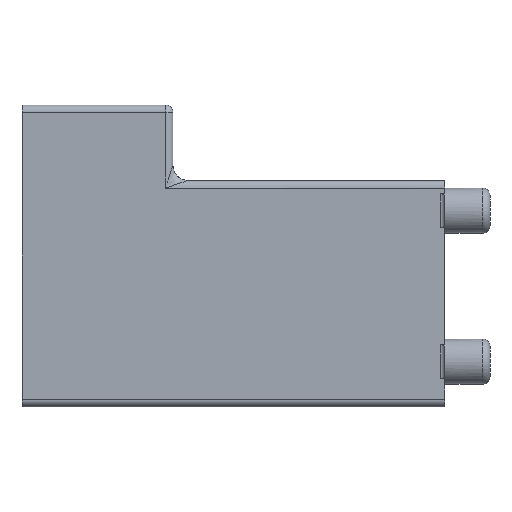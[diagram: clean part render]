
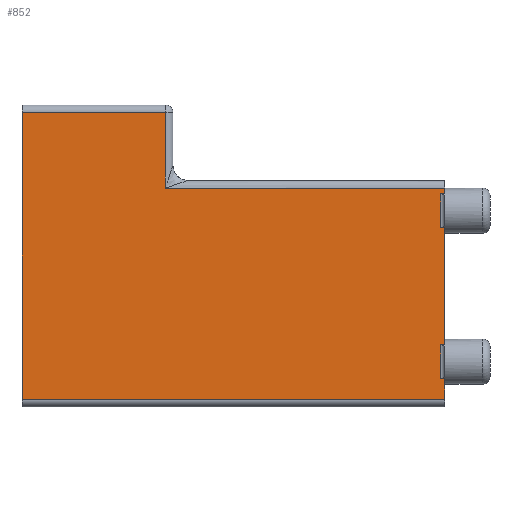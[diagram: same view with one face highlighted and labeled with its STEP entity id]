
A CAD part, left-side view. The second image highlights one B-rep face of the part: STEP entity #852.
In plain terms, the highlighted planar face has unit normal (-1, 0, 0).
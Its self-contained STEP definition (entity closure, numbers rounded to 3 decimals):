
#85=PLANE('',#919);
#108=FACE_OUTER_BOUND('',#155,.T.);
#155=EDGE_LOOP('',(#587,#588,#589,#590,#591,#592,#593,#594,#595,#596,#597,
#598,#599,#600));
#216=LINE('',#1402,#282);
#217=LINE('',#1405,#283);
#218=LINE('',#1407,#284);
#219=LINE('',#1409,#285);
#220=LINE('',#1411,#286);
#221=LINE('',#1413,#287);
#222=LINE('',#1415,#288);
#223=LINE('',#1417,#289);
#224=LINE('',#1419,#290);
#225=LINE('',#1421,#291);
#226=LINE('',#1423,#292);
#227=LINE('',#1425,#293);
#228=LINE('',#1427,#294);
#229=LINE('',#1428,#295);
#282=VECTOR('',#1047,10.);
#283=VECTOR('',#1050,10.);
#284=VECTOR('',#1051,10.);
#285=VECTOR('',#1052,10.);
#286=VECTOR('',#1053,10.);
#287=VECTOR('',#1054,10.);
#288=VECTOR('',#1055,10.);
#289=VECTOR('',#1056,10.);
#290=VECTOR('',#1057,10.);
#291=VECTOR('',#1058,10.);
#292=VECTOR('',#1059,10.);
#293=VECTOR('',#1060,10.);
#294=VECTOR('',#1061,10.);
#295=VECTOR('',#1062,10.);
#357=VERTEX_POINT('',#1377);
#360=VERTEX_POINT('',#1391);
#361=VERTEX_POINT('',#1404);
#362=VERTEX_POINT('',#1406);
#363=VERTEX_POINT('',#1408);
#364=VERTEX_POINT('',#1410);
#365=VERTEX_POINT('',#1412);
#366=VERTEX_POINT('',#1414);
#367=VERTEX_POINT('',#1416);
#368=VERTEX_POINT('',#1418);
#369=VERTEX_POINT('',#1420);
#370=VERTEX_POINT('',#1422);
#371=VERTEX_POINT('',#1424);
#372=VERTEX_POINT('',#1426);
#450=EDGE_CURVE('',#360,#357,#216,.T.);
#451=EDGE_CURVE('',#361,#357,#217,.T.);
#452=EDGE_CURVE('',#360,#362,#218,.T.);
#453=EDGE_CURVE('',#363,#362,#219,.T.);
#454=EDGE_CURVE('',#363,#364,#220,.T.);
#455=EDGE_CURVE('',#365,#364,#221,.T.);
#456=EDGE_CURVE('',#365,#366,#222,.T.);
#457=EDGE_CURVE('',#367,#366,#223,.T.);
#458=EDGE_CURVE('',#368,#367,#224,.T.);
#459=EDGE_CURVE('',#369,#368,#225,.T.);
#460=EDGE_CURVE('',#370,#369,#226,.T.);
#461=EDGE_CURVE('',#371,#370,#227,.T.);
#462=EDGE_CURVE('',#372,#371,#228,.T.);
#463=EDGE_CURVE('',#361,#372,#229,.T.);
#587=ORIENTED_EDGE('',*,*,#451,.T.);
#588=ORIENTED_EDGE('',*,*,#450,.F.);
#589=ORIENTED_EDGE('',*,*,#452,.T.);
#590=ORIENTED_EDGE('',*,*,#453,.F.);
#591=ORIENTED_EDGE('',*,*,#454,.T.);
#592=ORIENTED_EDGE('',*,*,#455,.F.);
#593=ORIENTED_EDGE('',*,*,#456,.T.);
#594=ORIENTED_EDGE('',*,*,#457,.F.);
#595=ORIENTED_EDGE('',*,*,#458,.F.);
#596=ORIENTED_EDGE('',*,*,#459,.F.);
#597=ORIENTED_EDGE('',*,*,#460,.F.);
#598=ORIENTED_EDGE('',*,*,#461,.F.);
#599=ORIENTED_EDGE('',*,*,#462,.F.);
#600=ORIENTED_EDGE('',*,*,#463,.F.);
#852=ADVANCED_FACE('',(#108),#85,.T.);
#919=AXIS2_PLACEMENT_3D('',#1403,#1048,#1049);
#1047=DIRECTION('',(0.,0.,-1.));
#1048=DIRECTION('center_axis',(-1.,0.,0.));
#1049=DIRECTION('ref_axis',(0.,0.,1.));
#1050=DIRECTION('',(0.,1.,0.));
#1051=DIRECTION('',(0.,-1.,0.));
#1052=DIRECTION('',(0.,0.,-1.));
#1053=DIRECTION('',(0.,1.,0.));
#1054=DIRECTION('',(0.,0.,-1.));
#1055=DIRECTION('',(0.,-1.,0.));
#1056=DIRECTION('',(0.,0.,-1.));
#1057=DIRECTION('',(0.,-1.,0.));
#1058=DIRECTION('',(0.,0.,-1.));
#1059=DIRECTION('',(0.,-1.,0.));
#1060=DIRECTION('',(0.,0.,1.));
#1061=DIRECTION('',(0.,1.,0.));
#1062=DIRECTION('',(0.,0.,-1.));
#1377=CARTESIAN_POINT('',(-6.,-19.75,-8.118));
#1391=CARTESIAN_POINT('',(-6.,-19.75,-5.882));
#1402=CARTESIAN_POINT('',(-6.,-19.75,-8.5));
#1403=CARTESIAN_POINT('Origin',(-6.,0.,-10.));
#1404=CARTESIAN_POINT('',(-6.,-20.,-8.118));
#1405=CARTESIAN_POINT('',(-6.,-20.,-8.118));
#1406=CARTESIAN_POINT('',(-6.,-20.,-5.882));
#1407=CARTESIAN_POINT('',(-6.,-20.,-5.882));
#1408=CARTESIAN_POINT('',(-6.,-20.,1.882));
#1409=CARTESIAN_POINT('',(-6.,-20.,5.));
#1410=CARTESIAN_POINT('',(-6.,-19.75,1.882));
#1411=CARTESIAN_POINT('',(-6.,-20.,1.882));
#1412=CARTESIAN_POINT('',(-6.,-19.75,4.118));
#1413=CARTESIAN_POINT('',(-6.,-19.75,-3.5));
#1414=CARTESIAN_POINT('',(-6.,-20.,4.118));
#1415=CARTESIAN_POINT('',(-6.,-20.,4.118));
#1416=CARTESIAN_POINT('',(-6.,-20.,4.5));
#1417=CARTESIAN_POINT('',(-6.,-20.,5.));
#1418=CARTESIAN_POINT('',(-6.,-1.5,4.5));
#1419=CARTESIAN_POINT('',(-6.,-1.,4.5));
#1420=CARTESIAN_POINT('',(-6.,-1.5,9.5));
#1421=CARTESIAN_POINT('',(-6.,-1.5,-5.));
#1422=CARTESIAN_POINT('',(-6.,8.,9.5));
#1423=CARTESIAN_POINT('',(-6.,0.,9.5));
#1424=CARTESIAN_POINT('',(-6.,8.,-9.5));
#1425=CARTESIAN_POINT('',(-6.,8.,-10.));
#1426=CARTESIAN_POINT('',(-6.,-20.,-9.5));
#1427=CARTESIAN_POINT('',(-6.,0.,-9.5));
#1428=CARTESIAN_POINT('',(-6.,-20.,5.));
